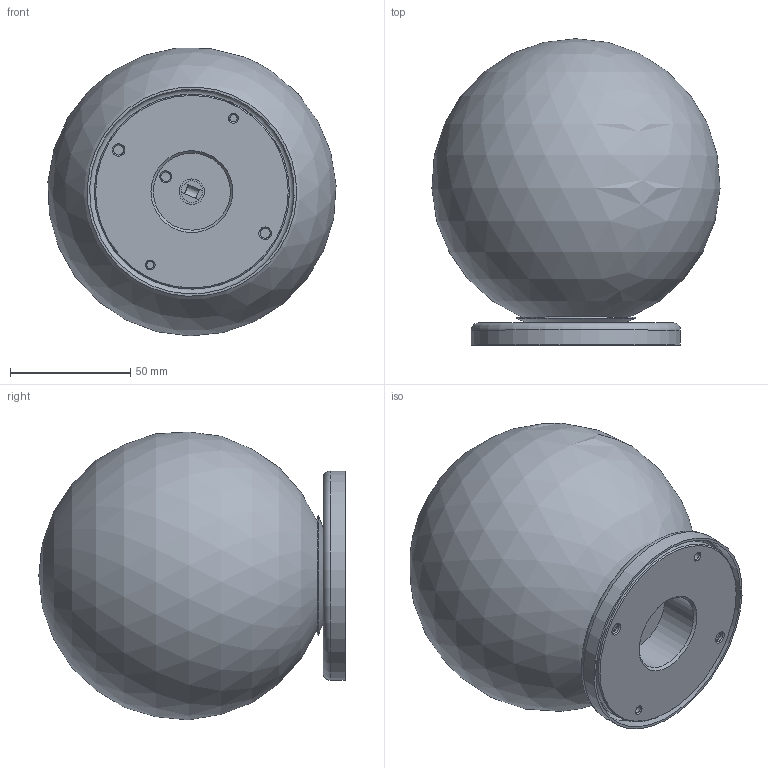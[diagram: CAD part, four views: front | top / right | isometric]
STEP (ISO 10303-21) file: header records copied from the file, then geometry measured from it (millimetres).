
FILE_DESCRIPTION(/* description */ (''),/* implementation_level */ '2;1');
FILE_NAME(/* name */ 'F443060150xxNE.stp',/* time_stamp */ '2020-01-16T13:36:50+01:00',/* author */ ('sghezzi'),/* organization */ (''),/* preprocessor_version */ 'ST-DEVELOPER v17.2',/* originating_system */ 'Autodesk Inventor 2019',/* authorisation */ '');
FILE_SCHEMA (('AUTOMOTIVE_DESIGN { 1 0 10303 214 3 1 1 }'));
Length unit declared in the file: millimetre
Products named in the file (7): Assieme1 Parete; ANELLO FILETTATO PER VETRO SETAREH PICCOLO; 002438000_DIFFUSORE VETRO SFERA D120; 007443001; 007443000; STAFFA DI SUPPORTO ART.320 X PL A60A; PL G9
Assembly tree (6 placements, depth 2):
  Assieme1 Parete
    ANELLO FILETTATO PER VETRO SETAREH PICCOLO
    002438000_DIFFUSORE VETRO SFERA D120
    007443001
    007443000
    STAFFA DI SUPPORTO ART.320 X PL A60A
    PL G9
Bounding box: 119.7 x 127.24 x 119.59 mm (x, y, z)
Volume: 152061 mm3; surface area: 120340.2 mm2
Topology: 6 solids, 6 shells, 168 faces, 447 edges, 295 vertices
Faces by surface type: plane 117, cylinder 29, cone 17, sphere 3, torus 2
Full cylindrical faces by diameter (mm): 3 x2, 4 x1, 4.2 x2, 8.917 x1, 10.5 x1, 14 x1, 32 x1, 39.7 x1, 40 x1, 40.6 x1, 45 x2, 56 x1, 81 x1, 85 x1, 87 x1
Entity records: 5557 total; most frequent: CARTESIAN_POINT 955, DIRECTION 924, ORIENTED_EDGE 890, EDGE_CURVE 445, LINE 324, VECTOR 324, AXIS2_PLACEMENT_3D 300, VERTEX_POINT 295
